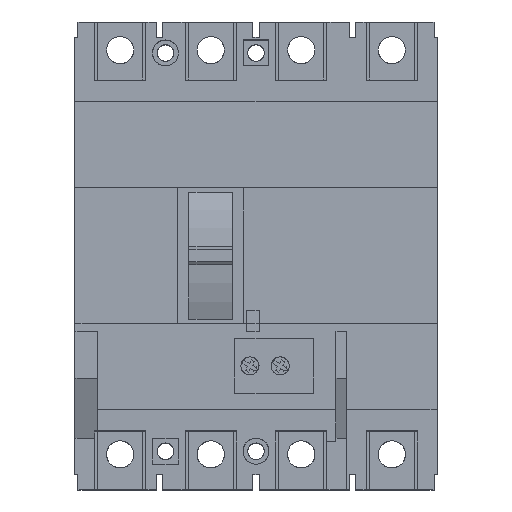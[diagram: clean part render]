
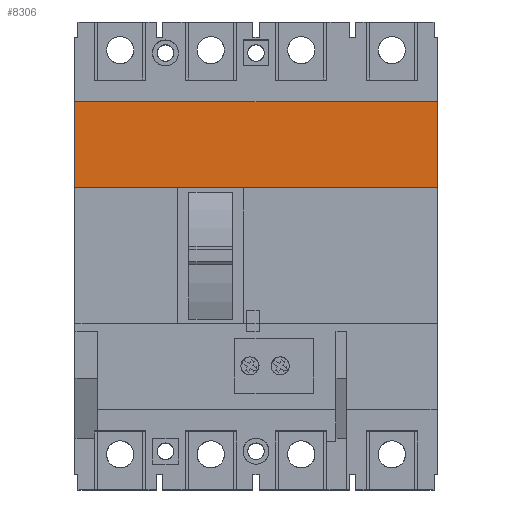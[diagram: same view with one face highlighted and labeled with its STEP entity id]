
A CAD part, top view. The second image highlights one B-rep face of the part: STEP entity #8306.
In plain terms, the highlighted free-form (B-spline) face has degree [1, 1] with [2, 2] control points.
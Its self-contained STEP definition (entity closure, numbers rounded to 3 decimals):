
#8306 = ADVANCED_FACE('',(#8307),#8321,.T.);
#8307 = FACE_BOUND('',#8308,.T.);
#8308 = EDGE_LOOP('',(#8309,#8331,#8346,#8361));
#8309 = ORIENTED_EDGE('',*,*,#8310,.T.);
#8310 = EDGE_CURVE('',#8311,#8313,#8315,.T.);
#8311 = VERTEX_POINT('',#8312);
#8312 = CARTESIAN_POINT('',(-75.988,33.439,30.)
  );
#8313 = VERTEX_POINT('',#8314);
#8314 = CARTESIAN_POINT('',(-75.988,61.939,30.)
  );
#8315 = SURFACE_CURVE('',#8316,(#8320),.PCURVE_S1.);
#8316 = LINE('',#8317,#8318);
#8317 = CARTESIAN_POINT('',(-75.988,33.439,30.)
  );
#8318 = VECTOR('',#8319,1.);
#8319 = DIRECTION('',(0.,1.,0.));
#8320 = PCURVE('',#8321,#8326);
#8321 = B_SPLINE_SURFACE_WITH_KNOTS('',1,1,(
    (#8322,#8323)
    ,(#8324,#8325
    )),.UNSPECIFIED.,.F.,.F.,.F.,(2,2),(2,2),(0.,1.),(0.,1.),
  .PIECEWISE_BEZIER_KNOTS.);
#8322 = CARTESIAN_POINT('',(44.012,33.439,30.)
  );
#8323 = CARTESIAN_POINT('',(44.012,61.939,30.)
  );
#8324 = CARTESIAN_POINT('',(-75.988,33.439,30.)
  );
#8325 = CARTESIAN_POINT('',(-75.988,61.939,30.)
  );
#8326 = DEFINITIONAL_REPRESENTATION('',(#8327),#8330);
#8327 = B_SPLINE_CURVE_WITH_KNOTS('',1,(#8328,#8329),.UNSPECIFIED.,.F.,
  .F.,(2,2),(0.,28.5),.PIECEWISE_BEZIER_KNOTS.);
#8328 = CARTESIAN_POINT('',(1.,0.));
#8329 = CARTESIAN_POINT('',(1.,1.));
#8330 = ( GEOMETRIC_REPRESENTATION_CONTEXT(2) 
PARAMETRIC_REPRESENTATION_CONTEXT() REPRESENTATION_CONTEXT('2D SPACE',''
  ) );
#8331 = ORIENTED_EDGE('',*,*,#8332,.T.);
#8332 = EDGE_CURVE('',#8313,#8333,#8335,.T.);
#8333 = VERTEX_POINT('',#8334);
#8334 = CARTESIAN_POINT('',(44.012,61.939,30.)
  );
#8335 = SURFACE_CURVE('',#8336,(#8340),.PCURVE_S1.);
#8336 = LINE('',#8337,#8338);
#8337 = CARTESIAN_POINT('',(-75.988,61.939,30.)
  );
#8338 = VECTOR('',#8339,1.);
#8339 = DIRECTION('',(1.,0.,0.));
#8340 = PCURVE('',#8321,#8341);
#8341 = DEFINITIONAL_REPRESENTATION('',(#8342),#8345);
#8342 = B_SPLINE_CURVE_WITH_KNOTS('',1,(#8343,#8344),.UNSPECIFIED.,.F.,
  .F.,(2,2),(0.,120.),.PIECEWISE_BEZIER_KNOTS.);
#8343 = CARTESIAN_POINT('',(1.,1.));
#8344 = CARTESIAN_POINT('',(0.,1.));
#8345 = ( GEOMETRIC_REPRESENTATION_CONTEXT(2) 
PARAMETRIC_REPRESENTATION_CONTEXT() REPRESENTATION_CONTEXT('2D SPACE',''
  ) );
#8346 = ORIENTED_EDGE('',*,*,#8347,.T.);
#8347 = EDGE_CURVE('',#8333,#8348,#8350,.T.);
#8348 = VERTEX_POINT('',#8349);
#8349 = CARTESIAN_POINT('',(44.012,33.439,30.)
  );
#8350 = SURFACE_CURVE('',#8351,(#8355),.PCURVE_S1.);
#8351 = LINE('',#8352,#8353);
#8352 = CARTESIAN_POINT('',(44.012,61.939,30.)
  );
#8353 = VECTOR('',#8354,1.);
#8354 = DIRECTION('',(0.,-1.,0.));
#8355 = PCURVE('',#8321,#8356);
#8356 = DEFINITIONAL_REPRESENTATION('',(#8357),#8360);
#8357 = B_SPLINE_CURVE_WITH_KNOTS('',1,(#8358,#8359),.UNSPECIFIED.,.F.,
  .F.,(2,2),(0.,28.5),.PIECEWISE_BEZIER_KNOTS.);
#8358 = CARTESIAN_POINT('',(0.,1.));
#8359 = CARTESIAN_POINT('',(0.,0.));
#8360 = ( GEOMETRIC_REPRESENTATION_CONTEXT(2) 
PARAMETRIC_REPRESENTATION_CONTEXT() REPRESENTATION_CONTEXT('2D SPACE',''
  ) );
#8361 = ORIENTED_EDGE('',*,*,#8362,.T.);
#8362 = EDGE_CURVE('',#8348,#8311,#8363,.T.);
#8363 = SURFACE_CURVE('',#8364,(#8368),.PCURVE_S1.);
#8364 = LINE('',#8365,#8366);
#8365 = CARTESIAN_POINT('',(44.012,33.439,30.)
  );
#8366 = VECTOR('',#8367,1.);
#8367 = DIRECTION('',(-1.,0.,0.));
#8368 = PCURVE('',#8321,#8369);
#8369 = DEFINITIONAL_REPRESENTATION('',(#8370),#8373);
#8370 = B_SPLINE_CURVE_WITH_KNOTS('',1,(#8371,#8372),.UNSPECIFIED.,.F.,
  .F.,(2,2),(0.,120.),.PIECEWISE_BEZIER_KNOTS.);
#8371 = CARTESIAN_POINT('',(0.,0.));
#8372 = CARTESIAN_POINT('',(1.,0.));
#8373 = ( GEOMETRIC_REPRESENTATION_CONTEXT(2) 
PARAMETRIC_REPRESENTATION_CONTEXT() REPRESENTATION_CONTEXT('2D SPACE',''
  ) );
